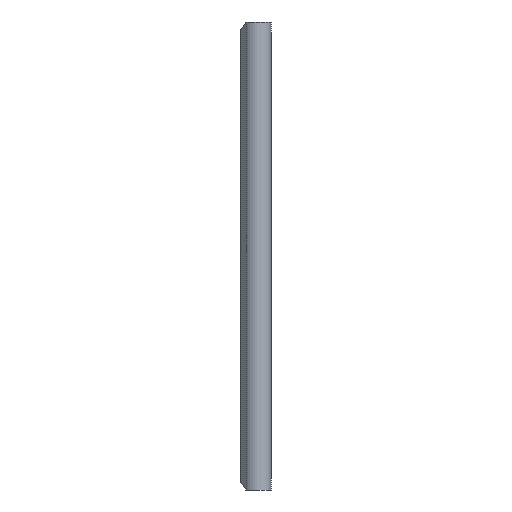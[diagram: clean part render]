
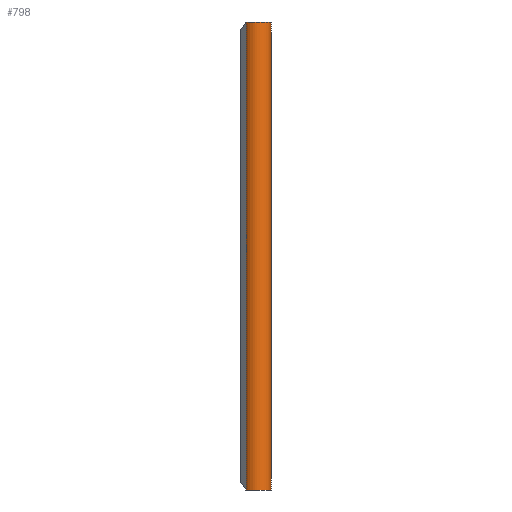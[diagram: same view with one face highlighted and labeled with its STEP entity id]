
A CAD part, left-side view. The second image highlights one B-rep face of the part: STEP entity #798.
In plain terms, the highlighted cylindrical face has radius 6 mm (diameter 12 mm), a partial arc.
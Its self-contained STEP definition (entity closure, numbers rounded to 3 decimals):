
#152=CARTESIAN_POINT('',(-57.,6.,-21.5));
#153=DIRECTION('',(0.,0.,-1.));
#154=DIRECTION('',(0.,-1.,0.));
#155=AXIS2_PLACEMENT_3D('',#152,#153,#154);
#157=DIRECTION('',(0.,0.,1.));
#158=VECTOR('',#157,193.);
#159=CARTESIAN_POINT('',(-61.243,10.243,-21.5));
#160=LINE('',#159,#158);
#161=CARTESIAN_POINT('',(-57.,6.,171.5));
#162=DIRECTION('',(0.,0.,1.));
#163=DIRECTION('',(-0.707,0.707,0.));
#164=AXIS2_PLACEMENT_3D('',#161,#162,#163);
#166=DIRECTION('',(0.,0.,-1.));
#167=VECTOR('',#166,193.);
#168=CARTESIAN_POINT('',(-57.,0.,171.5));
#169=LINE('',#168,#167);
#511=CARTESIAN_POINT('',(-57.,0.,-21.5));
#513=VERTEX_POINT('',#511);
#516=CARTESIAN_POINT('',(-61.243,10.243,-21.5));
#518=VERTEX_POINT('',#516);
#552=CARTESIAN_POINT('',(-57.,0.,171.5));
#554=VERTEX_POINT('',#552);
#559=CARTESIAN_POINT('',(-61.243,10.243,171.5));
#561=VERTEX_POINT('',#559);
#785=CARTESIAN_POINT('',(-57.,6.,21.5));
#786=DIRECTION('',(0.,0.,-1.));
#787=DIRECTION('',(-1.,0.,0.));
#788=AXIS2_PLACEMENT_3D('',#785,#786,#787);
#789=CYLINDRICAL_SURFACE('',#788,6.);
#790=ORIENTED_EDGE('',*,*,#678,.T.);
#792=ORIENTED_EDGE('',*,*,#791,.T.);
#794=ORIENTED_EDGE('',*,*,#793,.T.);
#795=ORIENTED_EDGE('',*,*,#704,.T.);
#796=EDGE_LOOP('',(#790,#792,#794,#795));
#797=FACE_OUTER_BOUND('',#796,.F.);
#798=ADVANCED_FACE('',(#797),#789,.T.);
#156=CIRCLE('',#155,6.);
#165=CIRCLE('',#164,6.);
#678=EDGE_CURVE('',#513,#518,#156,.T.);
#704=EDGE_CURVE('',#554,#513,#169,.T.);
#791=EDGE_CURVE('',#518,#561,#160,.T.);
#793=EDGE_CURVE('',#561,#554,#165,.T.);
